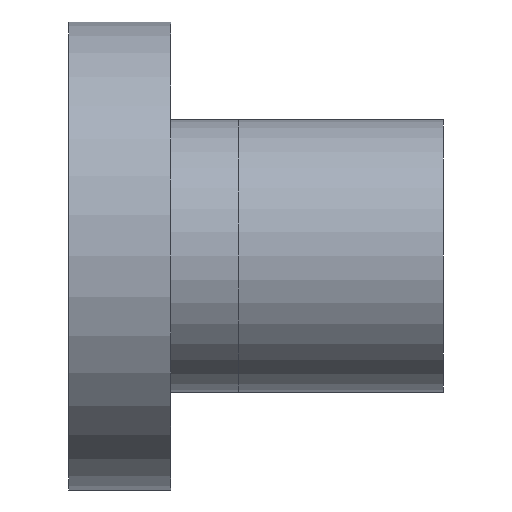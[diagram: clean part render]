
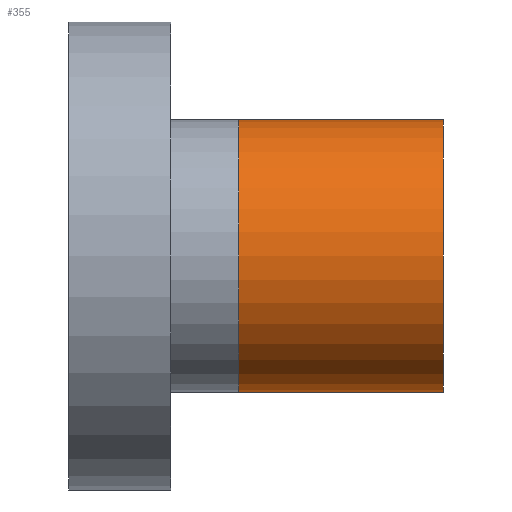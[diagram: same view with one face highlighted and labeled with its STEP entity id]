
A CAD part, front view. The second image highlights one B-rep face of the part: STEP entity #355.
In plain terms, the highlighted cylindrical face has radius 16 mm (diameter 32 mm), a partial arc.
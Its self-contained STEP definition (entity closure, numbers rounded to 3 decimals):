
#15 = CARTESIAN_POINT ( 'NONE',  ( 27.788, 0., 16. ) ) ;
#36 = CARTESIAN_POINT ( 'NONE',  ( 27.788, 0., -16. ) ) ;
#63 = VERTEX_POINT ( 'NONE', #461 ) ;
#100 = CARTESIAN_POINT ( 'NONE',  ( -151.697, 0., -16. ) ) ;
#153 = DIRECTION ( 'NONE',  ( -1., 0., 0. ) ) ;
#166 = CARTESIAN_POINT ( 'NONE',  ( 27.788, 0., 0. ) ) ;
#170 = DIRECTION ( 'NONE',  ( -1., 0., 0. ) ) ;
#182 = AXIS2_PLACEMENT_3D ( 'NONE', #166, #153, #400 ) ;
#200 = EDGE_CURVE ( 'NONE', #276, #764, #336, .T. ) ;
#202 = VERTEX_POINT ( 'NONE', #36 ) ;
#229 = FACE_OUTER_BOUND ( 'NONE', #505, .T. ) ;
#234 = CARTESIAN_POINT ( 'NONE',  ( -151.697, 0., 0. ) ) ;
#276 = VERTEX_POINT ( 'NONE', #15 ) ;
#279 = DIRECTION ( 'NONE',  ( -1., 0., 0. ) ) ;
#336 = LINE ( 'NONE', #454, #499 ) ;
#338 = DIRECTION ( 'NONE',  ( 0., 0., 1. ) ) ;
#355 = ADVANCED_FACE ( 'NONE', ( #229 ), #366, .T. ) ;
#366 = CYLINDRICAL_SURFACE ( 'NONE', #369, 16. ) ;
#369 = AXIS2_PLACEMENT_3D ( 'NONE', #234, #170, #481 ) ;
#391 = AXIS2_PLACEMENT_3D ( 'NONE', #617, #482, #338 ) ;
#400 = DIRECTION ( 'NONE',  ( 0., 0., 1. ) ) ;
#409 = LINE ( 'NONE', #100, #681 ) ;
#417 = DIRECTION ( 'NONE',  ( -1., 0., 0. ) ) ;
#436 = CIRCLE ( 'NONE', #182, 16. ) ;
#454 = CARTESIAN_POINT ( 'NONE',  ( -151.697, 0., 16. ) ) ;
#461 = CARTESIAN_POINT ( 'NONE',  ( 3.788, 0., -16. ) ) ;
#481 = DIRECTION ( 'NONE',  ( 0., 0., 1. ) ) ;
#482 = DIRECTION ( 'NONE',  ( -1., 0., 0. ) ) ;
#483 = ORIENTED_EDGE ( 'NONE', *, *, #784, .T. ) ;
#499 = VECTOR ( 'NONE', #279, 1000. ) ;
#505 = EDGE_LOOP ( 'NONE', ( #758, #483, #816, #536 ) ) ;
#536 = ORIENTED_EDGE ( 'NONE', *, *, #794, .F. ) ;
#617 = CARTESIAN_POINT ( 'NONE',  ( 3.788, 0., 0. ) ) ;
#643 = EDGE_CURVE ( 'NONE', #202, #63, #409, .T. ) ;
#647 = CIRCLE ( 'NONE', #391, 16. ) ;
#681 = VECTOR ( 'NONE', #417, 1000. ) ;
#720 = CARTESIAN_POINT ( 'NONE',  ( 3.788, 0., 16. ) ) ;
#758 = ORIENTED_EDGE ( 'NONE', *, *, #643, .F. ) ;
#764 = VERTEX_POINT ( 'NONE', #720 ) ;
#784 = EDGE_CURVE ( 'NONE', #202, #276, #436, .T. ) ;
#794 = EDGE_CURVE ( 'NONE', #63, #764, #647, .T. ) ;
#816 = ORIENTED_EDGE ( 'NONE', *, *, #200, .T. ) ;
